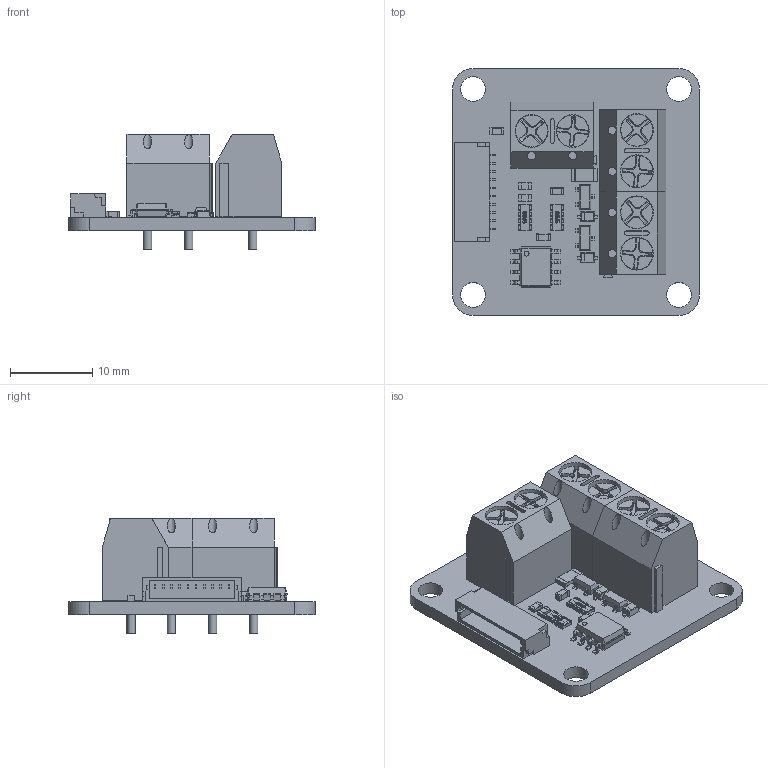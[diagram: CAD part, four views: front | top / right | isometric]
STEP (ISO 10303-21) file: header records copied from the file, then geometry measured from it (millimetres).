
FILE_DESCRIPTION(('FreeCAD Model'),'2;1');
FILE_NAME('led_strip.step', '2017-07-31T16:26:03',('kicad StepUp'),('ksu MCAD'), 'Open CASCADE STEP processor 6.8','FreeCAD','Unknown');
FILE_SCHEMA(('AUTOMOTIVE_DESIGN_CC2 { 1 2 10303 214 -1 1 5 4 }'));
Length unit declared in the file: millimetre
Products named in the file (18): Pcb; SOD323F_; SOD323F_001; soic_8_39x49_p127_; R_4x0603_; R_4x0603_001; SOT23_; SOT23_001; SM10B-SRSS_; 2er_Buchse_; 2er_Buchse_001; 2er_Buchse_002; C_0603_; C_0603_001; F_1206_; C_0603_002; R_0603_; R_0603_001
Bounding box: 30 x 30 x 14 mm (x, y, z)
Volume: 3167.7 mm3; surface area: 5662.3 mm2
Topology: 24 solids, 24 shells, 1987 faces, 5362 edges, 3482 vertices
Faces by surface type: plane 1220, cylinder 415, bspline 308, torus 24, sphere 20
Full cylindrical faces by diameter (mm): 0.6 x1, 1 x12, 1.3 x6, 2.4 x12, 3 x10, 3.9 x6, 4 x6
Entity records: 77508 total; most frequent: CARTESIAN_POINT 15146, ORIENTED_EDGE 10660, DIRECTION 8920, EDGE_CURVE 5330, LINE 3820, VECTOR 3820, VERTEX_POINT 3482, AXIS2_PLACEMENT_3D 2550
